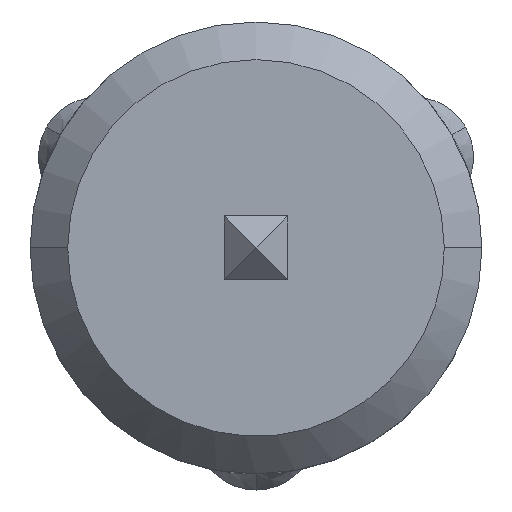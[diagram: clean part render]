
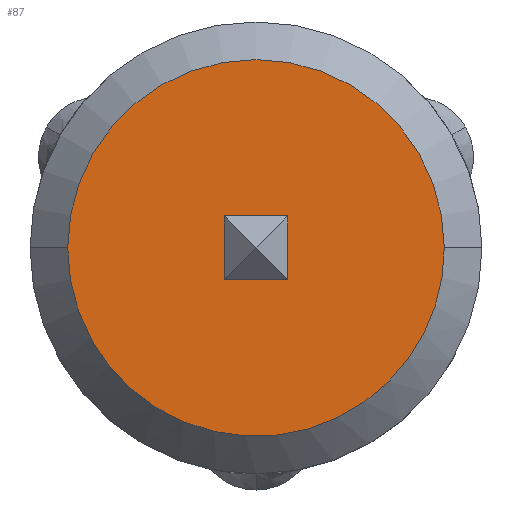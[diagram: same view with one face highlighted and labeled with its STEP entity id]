
A CAD part, top view. The second image highlights one B-rep face of the part: STEP entity #87.
In plain terms, the highlighted planar face has unit normal (0, 0, 1).
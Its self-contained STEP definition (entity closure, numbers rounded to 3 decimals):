
#87=ADVANCED_FACE('',(#181,#182),#183,.T.);
#181=FACE_BOUND('',#280,.T.);
#182=FACE_OUTER_BOUND('',#281,.T.);
#183=PLANE('',#282);
#280=EDGE_LOOP('',(#459,#460,#461,#462));
#281=EDGE_LOOP('',(#463,#464,#465));
#282=AXIS2_PLACEMENT_3D('',#466,#467,#468);
#459=ORIENTED_EDGE('',*,*,#632,.T.);
#460=ORIENTED_EDGE('',*,*,#635,.T.);
#461=ORIENTED_EDGE('',*,*,#638,.T.);
#462=ORIENTED_EDGE('',*,*,#640,.T.);
#463=ORIENTED_EDGE('',*,*,#642,.T.);
#464=ORIENTED_EDGE('',*,*,#582,.T.);
#465=ORIENTED_EDGE('',*,*,#643,.T.);
#466=CARTESIAN_POINT('',(1.665,-1.665,5.0));
#467=DIRECTION('',(0.,0.,1.0));
#468=DIRECTION('',(1.0,0.0,0.));
#582=EDGE_CURVE('',#684,#681,#685,.T.);
#632=EDGE_CURVE('',#756,#759,#761,.T.);
#635=EDGE_CURVE('',#759,#763,#765,.T.);
#638=EDGE_CURVE('',#763,#767,#769,.T.);
#640=EDGE_CURVE('',#767,#756,#771,.T.);
#642=EDGE_CURVE('',#773,#684,#774,.T.);
#643=EDGE_CURVE('',#681,#773,#775,.T.);
#681=VERTEX_POINT('',#817);
#684=VERTEX_POINT('',#821);
#685=CIRCLE('',#822,4.708);
#756=VERTEX_POINT('',#1000);
#759=VERTEX_POINT('',#1004);
#761=LINE('',#1007,#1008);
#763=VERTEX_POINT('',#1010);
#765=LINE('',#1013,#1014);
#767=VERTEX_POINT('',#1016);
#769=LINE('',#1019,#1020);
#771=LINE('',#1022,#1023);
#773=VERTEX_POINT('',#1025);
#774=CIRCLE('',#1026,4.708);
#775=CIRCLE('',#1027,4.708);
#817=CARTESIAN_POINT('',(-4.708,0.,5.));
#821=CARTESIAN_POINT('',(4.708,0.,5.0));
#822=AXIS2_PLACEMENT_3D('',#1085,#1086,#1087);
#1000=CARTESIAN_POINT('',(0.8,0.8,5.0));
#1004=CARTESIAN_POINT('',(0.8,-0.8,5.0));
#1007=CARTESIAN_POINT('',(0.8,-0.432,5.0));
#1008=VECTOR('',#1134,10.0);
#1010=CARTESIAN_POINT('',(-0.8,-0.8,5.0));
#1013=CARTESIAN_POINT('',(1.232,-0.8,5.0));
#1014=VECTOR('',#1136,10.0);
#1016=CARTESIAN_POINT('',(-0.8,0.8,5.));
#1019=CARTESIAN_POINT('',(-0.8,-1.232,5.0));
#1020=VECTOR('',#1138,10.0);
#1022=CARTESIAN_POINT('',(0.432,0.8,5.0));
#1023=VECTOR('',#1139,10.0);
#1025=CARTESIAN_POINT('',(3.329,-3.329,5.0));
#1026=AXIS2_PLACEMENT_3D('',#1140,#1141,#1142);
#1027=AXIS2_PLACEMENT_3D('',#1143,#1144,#1145);
#1085=CARTESIAN_POINT('',(0.,0.,5.));
#1086=DIRECTION('',(0.,0.,1.0));
#1087=DIRECTION('',(0.707,-0.707,0.));
#1134=DIRECTION('',(0.,-1.0,0.));
#1136=DIRECTION('',(-1.0,0.,0.));
#1138=DIRECTION('',(0.,1.0,0.));
#1139=DIRECTION('',(1.0,0.,0.));
#1140=CARTESIAN_POINT('',(0.,0.,5.));
#1141=DIRECTION('',(0.,0.,1.0));
#1142=DIRECTION('',(0.707,-0.707,0.));
#1143=CARTESIAN_POINT('',(0.,0.,5.));
#1144=DIRECTION('',(0.,0.,1.0));
#1145=DIRECTION('',(0.707,-0.707,0.));
